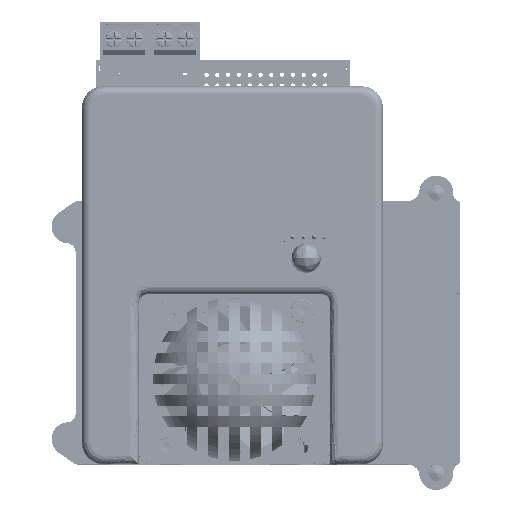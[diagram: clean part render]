
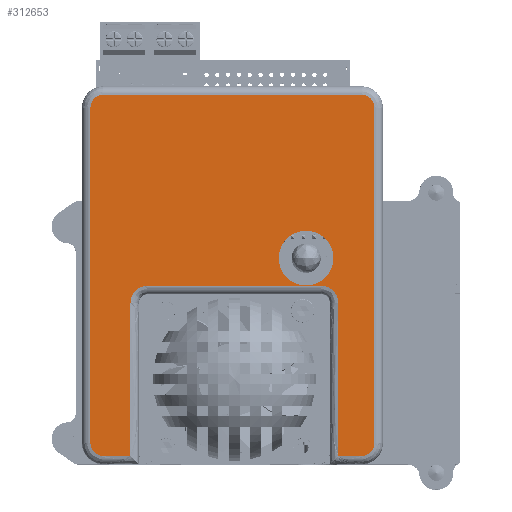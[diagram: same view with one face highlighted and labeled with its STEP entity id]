
A CAD part, top view. The second image highlights one B-rep face of the part: STEP entity #312653.
In plain terms, the highlighted free-form (B-spline) face has degree [1, 1] with [2, 2] control points.
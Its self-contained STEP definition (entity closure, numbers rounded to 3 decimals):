
#311574 = VERTEX_POINT('',#311575);
#311575 = CARTESIAN_POINT('',(-43.332,61.666,
    24.237));
#311592 = VERTEX_POINT('',#311593);
#311593 = CARTESIAN_POINT('',(-46.635,58.363,
    24.237));
#311599 = EDGE_CURVE('',#311592,#311574,#311600,.T.);
#311600 = ( BOUNDED_CURVE() B_SPLINE_CURVE(2,(#311601,#311602,#311603),
.UNSPECIFIED.,.F.,.F.) B_SPLINE_CURVE_WITH_KNOTS((3,3),(5.498,
7.069),.PIECEWISE_BEZIER_KNOTS.) CURVE() 
GEOMETRIC_REPRESENTATION_ITEM() RATIONAL_B_SPLINE_CURVE((1.,
0.707,1.)) REPRESENTATION_ITEM('') );
#311601 = CARTESIAN_POINT('',(-46.635,58.363,
    24.237));
#311602 = CARTESIAN_POINT('',(-46.635,61.666,
    24.237));
#311603 = CARTESIAN_POINT('',(-43.332,61.666,
    24.237));
#311619 = VERTEX_POINT('',#311620);
#311620 = CARTESIAN_POINT('',(23.675,61.666,
    24.237));
#311634 = EDGE_CURVE('',#311574,#311619,#311635,.T.);
#311635 = B_SPLINE_CURVE_WITH_KNOTS('',1,(#311636,#311637),
  .UNSPECIFIED.,.F.,.F.,(2,2),(-43.763,17.088),
  .PIECEWISE_BEZIER_KNOTS.);
#311636 = CARTESIAN_POINT('',(-43.332,61.666,
    24.237));
#311637 = CARTESIAN_POINT('',(23.675,61.666,
    24.237));
#311650 = VERTEX_POINT('',#311651);
#311651 = CARTESIAN_POINT('',(26.979,58.363,
    24.237));
#311666 = EDGE_CURVE('',#311619,#311650,#311667,.T.);
#311667 = ( BOUNDED_CURVE() B_SPLINE_CURVE(2,(#311668,#311669,#311670),
.UNSPECIFIED.,.F.,.F.) B_SPLINE_CURVE_WITH_KNOTS((3,3),(5.498,
7.069),.PIECEWISE_BEZIER_KNOTS.) CURVE() 
GEOMETRIC_REPRESENTATION_ITEM() RATIONAL_B_SPLINE_CURVE((1.,
0.707,1.)) REPRESENTATION_ITEM('') );
#311668 = CARTESIAN_POINT('',(23.675,61.666,
    24.237));
#311669 = CARTESIAN_POINT('',(26.979,61.666,
    24.237));
#311670 = CARTESIAN_POINT('',(26.979,58.363,
    24.237));
#312303 = EDGE_CURVE('',#312304,#312306,#312308,.T.);
#312304 = VERTEX_POINT('',#312305);
#312305 = CARTESIAN_POINT('',(17.6,-31.934,
    24.237));
#312306 = VERTEX_POINT('',#312307);
#312307 = CARTESIAN_POINT('',(17.6,7.77,
    24.237));
#312308 = B_SPLINE_CURVE_WITH_KNOTS('',1,(#312309,#312310),
  .UNSPECIFIED.,.F.,.F.,(2,2),(-29.,7.056),.PIECEWISE_BEZIER_KNOTS.);
#312309 = CARTESIAN_POINT('',(17.6,-31.934,
    24.237));
#312310 = CARTESIAN_POINT('',(17.6,7.77,
    24.237));
#312336 = EDGE_CURVE('',#312306,#312337,#312339,.T.);
#312337 = VERTEX_POINT('',#312338);
#312338 = CARTESIAN_POINT('',(13.196,12.174,
    24.237));
#312339 = ( BOUNDED_CURVE() B_SPLINE_CURVE(2,(#312340,#312341,#312342),
.UNSPECIFIED.,.F.,.F.) B_SPLINE_CURVE_WITH_KNOTS((3,3),(5.498,
7.069),.PIECEWISE_BEZIER_KNOTS.) CURVE() 
GEOMETRIC_REPRESENTATION_ITEM() RATIONAL_B_SPLINE_CURVE((1.,
0.707,1.)) REPRESENTATION_ITEM('') );
#312340 = CARTESIAN_POINT('',(17.6,7.77,
    24.237));
#312341 = CARTESIAN_POINT('',(17.6,12.174,
    24.237));
#312342 = CARTESIAN_POINT('',(13.196,12.174,
    24.237));
#312365 = EDGE_CURVE('',#312337,#312366,#312368,.T.);
#312366 = VERTEX_POINT('',#312367);
#312367 = CARTESIAN_POINT('',(-31.847,12.174,
    24.237));
#312368 = B_SPLINE_CURVE_WITH_KNOTS('',1,(#312369,#312370),
  .UNSPECIFIED.,.F.,.F.,(2,2),(-21.555,19.349),
  .PIECEWISE_BEZIER_KNOTS.);
#312369 = CARTESIAN_POINT('',(13.196,12.174,
    24.237));
#312370 = CARTESIAN_POINT('',(-31.847,12.174,
    24.237));
#312390 = EDGE_CURVE('',#312366,#312391,#312393,.T.);
#312391 = VERTEX_POINT('',#312392);
#312392 = CARTESIAN_POINT('',(-36.251,7.77,
    24.237));
#312393 = ( BOUNDED_CURVE() B_SPLINE_CURVE(2,(#312394,#312395,#312396),
.UNSPECIFIED.,.F.,.F.) B_SPLINE_CURVE_WITH_KNOTS((3,3),(5.498,
7.069),.PIECEWISE_BEZIER_KNOTS.) CURVE() 
GEOMETRIC_REPRESENTATION_ITEM() RATIONAL_B_SPLINE_CURVE((1.,
0.707,1.)) REPRESENTATION_ITEM('') );
#312394 = CARTESIAN_POINT('',(-31.847,12.174,
    24.237));
#312395 = CARTESIAN_POINT('',(-36.251,12.174,
    24.237));
#312396 = CARTESIAN_POINT('',(-36.251,7.77,
    24.237));
#312420 = VERTEX_POINT('',#312421);
#312421 = CARTESIAN_POINT('',(23.675,-31.934,
    24.237));
#312427 = EDGE_CURVE('',#312420,#312304,#312428,.T.);
#312428 = B_SPLINE_CURVE_WITH_KNOTS('',1,(#312429,#312430),
  .UNSPECIFIED.,.F.,.F.,(2,2),(-47.263,-41.746),
  .PIECEWISE_BEZIER_KNOTS.);
#312429 = CARTESIAN_POINT('',(23.675,-31.934,
    24.237));
#312430 = CARTESIAN_POINT('',(17.6,-31.934,
    24.237));
#312446 = VERTEX_POINT('',#312447);
#312447 = CARTESIAN_POINT('',(26.979,-28.631,
    24.237));
#312453 = EDGE_CURVE('',#312446,#312420,#312454,.T.);
#312454 = ( BOUNDED_CURVE() B_SPLINE_CURVE(2,(#312455,#312456,#312457),
.UNSPECIFIED.,.F.,.F.) B_SPLINE_CURVE_WITH_KNOTS((3,3),(5.498,
7.069),.PIECEWISE_BEZIER_KNOTS.) CURVE() 
GEOMETRIC_REPRESENTATION_ITEM() RATIONAL_B_SPLINE_CURVE((1.,
0.707,1.)) REPRESENTATION_ITEM('') );
#312455 = CARTESIAN_POINT('',(26.979,-28.631,
    24.237));
#312456 = CARTESIAN_POINT('',(26.979,-31.934,
    24.237));
#312457 = CARTESIAN_POINT('',(23.675,-31.934,
    24.237));
#312473 = VERTEX_POINT('',#312474);
#312474 = CARTESIAN_POINT('',(-46.635,-28.631,
    24.237));
#312482 = VERTEX_POINT('',#312483);
#312483 = CARTESIAN_POINT('',(-43.332,-31.934,
    24.237));
#312489 = EDGE_CURVE('',#312482,#312473,#312490,.T.);
#312490 = ( BOUNDED_CURVE() B_SPLINE_CURVE(2,(#312491,#312492,#312493),
.UNSPECIFIED.,.F.,.F.) B_SPLINE_CURVE_WITH_KNOTS((3,3),(5.498,
7.069),.PIECEWISE_BEZIER_KNOTS.) CURVE() 
GEOMETRIC_REPRESENTATION_ITEM() RATIONAL_B_SPLINE_CURVE((1.,
0.707,1.)) REPRESENTATION_ITEM('') );
#312491 = CARTESIAN_POINT('',(-43.332,-31.934,
    24.237));
#312492 = CARTESIAN_POINT('',(-46.635,-31.934,
    24.237));
#312493 = CARTESIAN_POINT('',(-46.635,-28.631,
    24.237));
#312508 = EDGE_CURVE('',#312509,#312482,#312511,.T.);
#312509 = VERTEX_POINT('',#312510);
#312510 = CARTESIAN_POINT('',(-36.251,-31.934,
    24.237));
#312511 = B_SPLINE_CURVE_WITH_KNOTS('',1,(#312512,#312513),
  .UNSPECIFIED.,.F.,.F.,(2,2),(7.158,13.588),
  .PIECEWISE_BEZIER_KNOTS.);
#312512 = CARTESIAN_POINT('',(-36.251,-31.934,
    24.237));
#312513 = CARTESIAN_POINT('',(-43.332,-31.934,
    24.237));
#312535 = EDGE_CURVE('',#312391,#312509,#312536,.T.);
#312536 = B_SPLINE_CURVE_WITH_KNOTS('',1,(#312537,#312538),
  .UNSPECIFIED.,.F.,.F.,(2,2),(-7.056,29.),.PIECEWISE_BEZIER_KNOTS.);
#312537 = CARTESIAN_POINT('',(-36.251,7.77,
    24.237));
#312538 = CARTESIAN_POINT('',(-36.251,-31.934,
    24.237));
#312582 = VERTEX_POINT('',#312583);
#312583 = CARTESIAN_POINT('',(16.368,19.328,
    24.237));
#312588 = EDGE_CURVE('',#312582,#312582,#312589,.T.);
#312589 = ( BOUNDED_CURVE() B_SPLINE_CURVE(2,(#312590,#312591,#312592,
    #312593,#312594,#312595,#312596),.UNSPECIFIED.,.T.,.F.) 
B_SPLINE_CURVE_WITH_KNOTS((3,2,2,3),(3.142,5.236,
7.33,9.425),.PIECEWISE_BEZIER_KNOTS.) CURVE() 
GEOMETRIC_REPRESENTATION_ITEM() RATIONAL_B_SPLINE_CURVE((1.,0.5,1.,0.5,
1.,0.5,1.)) REPRESENTATION_ITEM('') );
#312590 = CARTESIAN_POINT('',(16.368,19.328,
    24.237));
#312591 = CARTESIAN_POINT('',(16.368,7.04,
    24.237));
#312592 = CARTESIAN_POINT('',(5.726,13.184,
    24.237));
#312593 = CARTESIAN_POINT('',(-4.915,19.328,
    24.237));
#312594 = CARTESIAN_POINT('',(5.726,25.472,
    24.237));
#312595 = CARTESIAN_POINT('',(16.368,31.615,
    24.237));
#312596 = CARTESIAN_POINT('',(16.368,19.328,
    24.237));
#312641 = EDGE_CURVE('',#312473,#311592,#312642,.T.);
#312642 = B_SPLINE_CURVE_WITH_KNOTS('',1,(#312643,#312644),
  .UNSPECIFIED.,.F.,.F.,(2,2),(-53.5,25.5),.PIECEWISE_BEZIER_KNOTS.);
#312643 = CARTESIAN_POINT('',(-46.635,-28.631,
    24.237));
#312644 = CARTESIAN_POINT('',(-46.635,58.363,
    24.237));
#312653 = ADVANCED_FACE('',(#312654,#312674),#312677,.T.);
#312654 = FACE_BOUND('',#312655,.T.);
#312655 = EDGE_LOOP('',(#312656,#312657,#312658,#312659,#312660,#312661,
    #312662,#312663,#312664,#312665,#312666,#312671,#312672,#312673));
#312656 = ORIENTED_EDGE('',*,*,#312641,.F.);
#312657 = ORIENTED_EDGE('',*,*,#312489,.F.);
#312658 = ORIENTED_EDGE('',*,*,#312508,.F.);
#312659 = ORIENTED_EDGE('',*,*,#312535,.F.);
#312660 = ORIENTED_EDGE('',*,*,#312390,.F.);
#312661 = ORIENTED_EDGE('',*,*,#312365,.F.);
#312662 = ORIENTED_EDGE('',*,*,#312336,.F.);
#312663 = ORIENTED_EDGE('',*,*,#312303,.F.);
#312664 = ORIENTED_EDGE('',*,*,#312427,.F.);
#312665 = ORIENTED_EDGE('',*,*,#312453,.F.);
#312666 = ORIENTED_EDGE('',*,*,#312667,.F.);
#312667 = EDGE_CURVE('',#311650,#312446,#312668,.T.);
#312668 = B_SPLINE_CURVE_WITH_KNOTS('',1,(#312669,#312670),
  .UNSPECIFIED.,.F.,.F.,(2,2),(-68.5,10.5),.PIECEWISE_BEZIER_KNOTS.);
#312669 = CARTESIAN_POINT('',(26.979,58.363,
    24.237));
#312670 = CARTESIAN_POINT('',(26.979,-28.631,
    24.237));
#312671 = ORIENTED_EDGE('',*,*,#311666,.F.);
#312672 = ORIENTED_EDGE('',*,*,#311634,.F.);
#312673 = ORIENTED_EDGE('',*,*,#311599,.F.);
#312674 = FACE_BOUND('',#312675,.T.);
#312675 = EDGE_LOOP('',(#312676));
#312676 = ORIENTED_EDGE('',*,*,#312588,.T.);
#312677 = B_SPLINE_SURFACE_WITH_KNOTS('',1,1,(
    (#312678,#312679)
    ,(#312680,#312681
    )),.UNSPECIFIED.,.F.,.F.,.F.,(2,2),(2,2),(-31.675,35.175),(-29.,56.)
  ,.PIECEWISE_BEZIER_KNOTS.);
#312678 = CARTESIAN_POINT('',(-46.635,-31.934,
    24.237));
#312679 = CARTESIAN_POINT('',(-46.635,61.666,
    24.237));
#312680 = CARTESIAN_POINT('',(26.979,-31.934,
    24.237));
#312681 = CARTESIAN_POINT('',(26.979,61.666,
    24.237));
